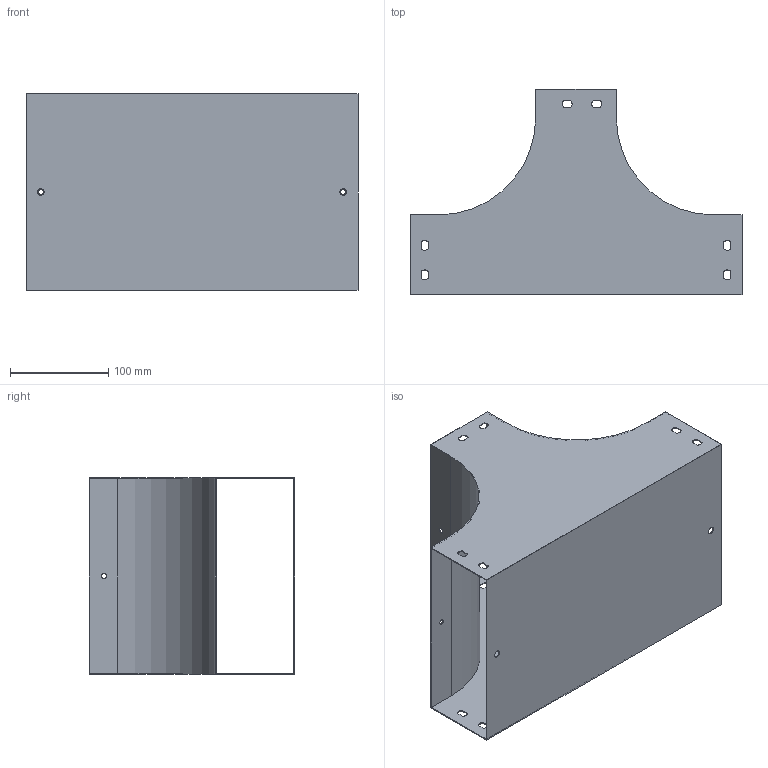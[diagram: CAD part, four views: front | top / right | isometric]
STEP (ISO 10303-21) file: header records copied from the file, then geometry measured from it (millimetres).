
FILE_DESCRIPTION (( 'STEP AP203' ), '1' );
FILE_NAME ('Ò-îòâåòâèòåëü ââåðõ TS_37204.STEP', '2012-11-09T08:54:52', ( 'Àñååâ' ), ( '' ), 'SwSTEP 2.0', 'SolidWorks 2012', '' );
FILE_SCHEMA (( 'CONFIG_CONTROL_DESIGN' ));
Length unit declared in the file: millimetre
Products named in the file (1): Ò-îòâåòâèòåëü ââåðõ TS_37204
Bounding box: 338 x 209 x 200 mm (x, y, z)
Volume: 235006.2 mm3; surface area: 472155.9 mm2
Topology: 1 solids, 1 shells, 75 faces, 226 edges, 152 vertices
Faces by surface type: plane 41, cylinder 34
Full cylindrical faces by diameter (mm): 5 x3, 7 x3
Entity records: 2651 total; most frequent: CARTESIAN_POINT 440, DIRECTION 436, ORIENTED_EDGE 432, EDGE_CURVE 216, LINE 148, VECTOR 148, VERTEX_POINT 148, AXIS2_PLACEMENT_3D 144
